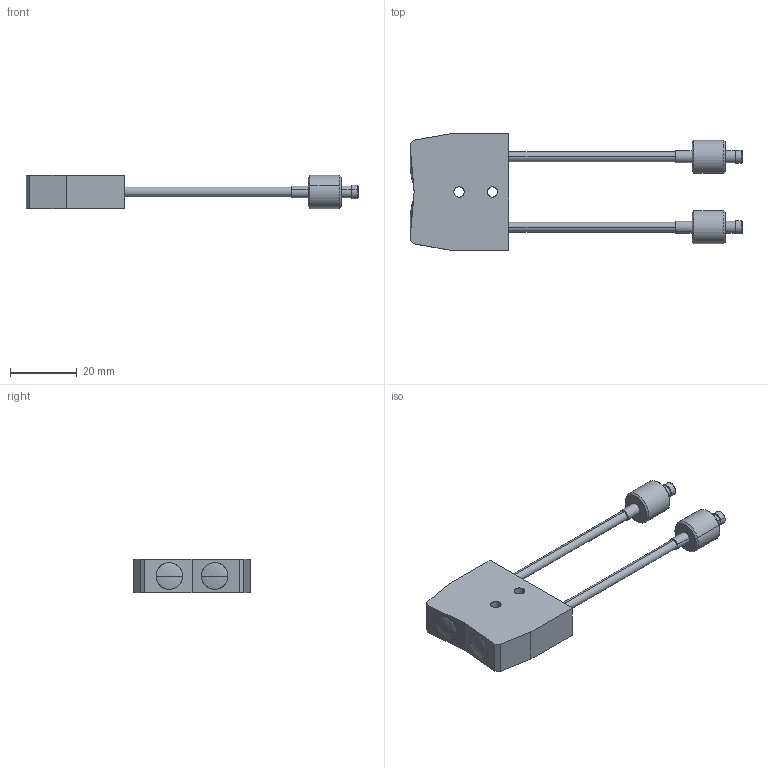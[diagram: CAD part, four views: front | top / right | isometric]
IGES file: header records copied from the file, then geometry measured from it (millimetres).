
Start section: SolidWorks IGES file using analytic representation for surfaces
Global section: file name: GPF-VD51-LF250-TS-2.0.IGS; native system: SolidWorks 2018; preprocessor: SolidWorks 2018; author: LTW; date: 171117.200720; units: millimetre
Bounding box: 99.72 x 35 x 10 mm (x, y, z)
Surface area: 5694.8 mm2 (no closed solid volume)
Topology: 0 solids, 0 shells, 83 faces, 1286 edges, 1282 vertices
Faces by surface type: revolution 48, bspline 35
